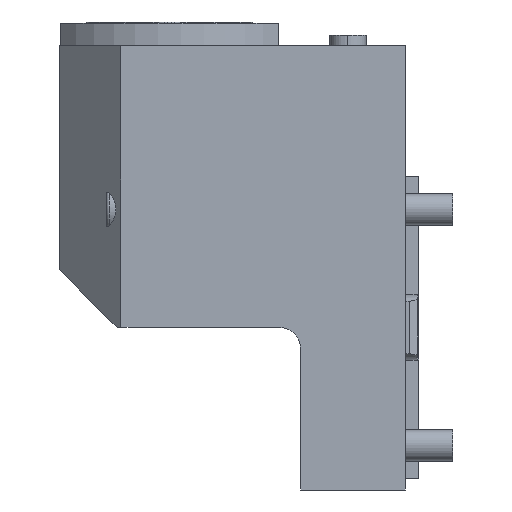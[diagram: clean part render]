
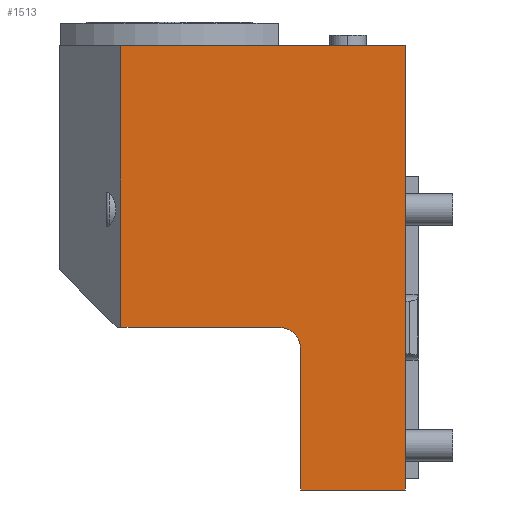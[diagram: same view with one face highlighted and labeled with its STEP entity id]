
A CAD part, front view. The second image highlights one B-rep face of the part: STEP entity #1513.
In plain terms, the highlighted planar face has unit normal (0, -1, 0).
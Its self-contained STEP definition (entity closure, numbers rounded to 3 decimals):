
#1=DIRECTION('',(0.,0.,-1.));
#2=VECTOR('',#1,107.5);
#3=CARTESIAN_POINT('',(-108.5,-56.,107.5));
#4=LINE('',#3,#2);
#5=DIRECTION('',(1.,0.,0.));
#6=VECTOR('',#5,108.5);
#7=CARTESIAN_POINT('',(-108.5,-56.,107.5));
#8=LINE('',#7,#6);
#9=DIRECTION('',(0.,0.,-1.));
#10=VECTOR('',#9,169.5);
#11=CARTESIAN_POINT('',(0.,-56.,107.5));
#12=LINE('',#11,#10);
#13=DIRECTION('',(-1.,0.,0.));
#14=VECTOR('',#13,40.);
#15=CARTESIAN_POINT('',(0.,-56.,-62.));
#16=LINE('',#15,#14);
#17=DIRECTION('',(0.,0.,1.));
#18=VECTOR('',#17,54.);
#19=CARTESIAN_POINT('',(-40.,-56.,-62.));
#20=LINE('',#19,#18);
#21=DIRECTION('',(1.,0.,0.));
#22=VECTOR('',#21,60.5);
#23=CARTESIAN_POINT('',(-108.5,-56.,0.));
#24=LINE('',#23,#22);
#108=CARTESIAN_POINT('',(-48.,-56.,-8.));
#109=DIRECTION('',(0.,1.,0.));
#110=DIRECTION('',(0.,0.,1.));
#111=AXIS2_PLACEMENT_3D('',#108,#109,#110);
#1175=CARTESIAN_POINT('',(-108.5,-56.,107.5));
#1176=CARTESIAN_POINT('',(-108.5,-56.,0.));
#1177=VERTEX_POINT('',#1175);
#1178=VERTEX_POINT('',#1176);
#1191=CARTESIAN_POINT('',(0.,-56.,107.5));
#1192=CARTESIAN_POINT('',(0.,-56.,-62.));
#1193=VERTEX_POINT('',#1191);
#1194=VERTEX_POINT('',#1192);
#1199=CARTESIAN_POINT('',(-40.,-56.,-62.));
#1201=VERTEX_POINT('',#1199);
#1204=CARTESIAN_POINT('',(-40.,-56.,-8.));
#1206=VERTEX_POINT('',#1204);
#1208=CARTESIAN_POINT('',(-48.,-56.,0.));
#1210=VERTEX_POINT('',#1208);
#1492=CARTESIAN_POINT('',(0.,-56.,0.));
#1493=DIRECTION('',(0.,1.,0.));
#1494=DIRECTION('',(0.,0.,-1.));
#1495=AXIS2_PLACEMENT_3D('',#1492,#1493,#1494);
#1496=PLANE('',#1495);
#1498=ORIENTED_EDGE('',*,*,#1497,.F.);
#1500=ORIENTED_EDGE('',*,*,#1499,.T.);
#1502=ORIENTED_EDGE('',*,*,#1501,.T.);
#1504=ORIENTED_EDGE('',*,*,#1503,.T.);
#1506=ORIENTED_EDGE('',*,*,#1505,.T.);
#1508=ORIENTED_EDGE('',*,*,#1507,.F.);
#1510=ORIENTED_EDGE('',*,*,#1509,.F.);
#1511=EDGE_LOOP('',(#1498,#1500,#1502,#1504,#1506,#1508,#1510));
#1512=FACE_OUTER_BOUND('',#1511,.F.);
#1513=ADVANCED_FACE('',(#1512),#1496,.F.);
#112=CIRCLE('',#111,8.);
#1497=EDGE_CURVE('',#1177,#1178,#4,.T.);
#1499=EDGE_CURVE('',#1177,#1193,#8,.T.);
#1501=EDGE_CURVE('',#1193,#1194,#12,.T.);
#1503=EDGE_CURVE('',#1194,#1201,#16,.T.);
#1505=EDGE_CURVE('',#1201,#1206,#20,.T.);
#1507=EDGE_CURVE('',#1210,#1206,#112,.T.);
#1509=EDGE_CURVE('',#1178,#1210,#24,.T.);
